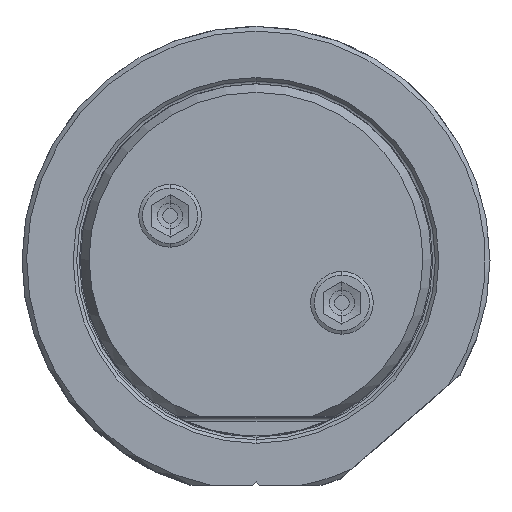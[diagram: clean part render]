
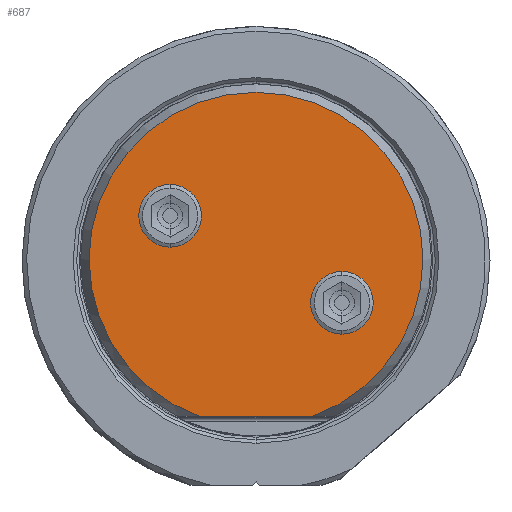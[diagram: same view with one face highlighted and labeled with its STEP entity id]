
A CAD part, top view. The second image highlights one B-rep face of the part: STEP entity #687.
In plain terms, the highlighted planar face has unit normal (0, 0, 1).
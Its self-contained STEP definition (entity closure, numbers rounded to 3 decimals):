
#221=PLANE('',#6209);
#687=ADVANCED_FACE('',(#1009,#1010,#1011),#221,.T.);
#1009=FACE_BOUND('',#1157,.T.);
#1010=FACE_BOUND('',#1158,.T.);
#1011=FACE_BOUND('',#1159,.T.);
#1157=EDGE_LOOP('',(#3158,#3159,#3160));
#1158=EDGE_LOOP('',(#3161,#3162));
#1159=EDGE_LOOP('',(#3163,#3164));
#1479=CIRCLE('',#6199,18.122);
#1480=CIRCLE('',#6200,18.122);
#1481=CIRCLE('',#6205,3.4);
#1482=CIRCLE('',#6206,3.4);
#1483=CIRCLE('',#6207,3.4);
#1484=CIRCLE('',#6208,3.4);
#1863=LINE('',#13203,#2186);
#2186=VECTOR('',#7329,1.);
#3158=ORIENTED_EDGE('',*,*,#5135,.T.);
#3159=ORIENTED_EDGE('',*,*,#5138,.T.);
#3160=ORIENTED_EDGE('',*,*,#5136,.T.);
#3161=ORIENTED_EDGE('',*,*,#5141,.T.);
#3162=ORIENTED_EDGE('',*,*,#5142,.T.);
#3163=ORIENTED_EDGE('',*,*,#5143,.T.);
#3164=ORIENTED_EDGE('',*,*,#5144,.T.);
#4431=VERTEX_POINT('',#13193);
#4432=VERTEX_POINT('',#13195);
#4433=VERTEX_POINT('',#13197);
#4434=VERTEX_POINT('',#13210);
#4435=VERTEX_POINT('',#13211);
#4436=VERTEX_POINT('',#13214);
#4437=VERTEX_POINT('',#13215);
#5135=EDGE_CURVE('',#4432,#4431,#1479,.T.);
#5136=EDGE_CURVE('',#4433,#4432,#1480,.T.);
#5138=EDGE_CURVE('',#4431,#4433,#1863,.T.);
#5141=EDGE_CURVE('',#4434,#4435,#1481,.T.);
#5142=EDGE_CURVE('',#4435,#4434,#1482,.T.);
#5143=EDGE_CURVE('',#4436,#4437,#1483,.T.);
#5144=EDGE_CURVE('',#4437,#4436,#1484,.T.);
#6199=AXIS2_PLACEMENT_3D('',#13194,#7323,#7324);
#6200=AXIS2_PLACEMENT_3D('',#13196,#7325,#7326);
#6205=AXIS2_PLACEMENT_3D('',#13209,#7338,#7339);
#6206=AXIS2_PLACEMENT_3D('',#13212,#7340,#7341);
#6207=AXIS2_PLACEMENT_3D('',#13213,#7342,#7343);
#6208=AXIS2_PLACEMENT_3D('',#13216,#7344,#7345);
#6209=AXIS2_PLACEMENT_3D('',#13217,#7346,#7347);
#7323=DIRECTION('',(0.,0.,1.));
#7324=DIRECTION('',(0.,1.,0.));
#7325=DIRECTION('',(0.,0.,1.));
#7326=DIRECTION('',(0.339,-0.941,0.));
#7329=DIRECTION('',(1.,0.,0.));
#7338=DIRECTION('',(0.,0.,-1.));
#7339=DIRECTION('',(1.,0.,0.));
#7340=DIRECTION('',(0.,0.,-1.));
#7341=DIRECTION('',(-1.,0.,0.));
#7342=DIRECTION('',(0.,0.,-1.));
#7343=DIRECTION('',(1.,0.,0.));
#7344=DIRECTION('',(0.,0.,-1.));
#7345=DIRECTION('',(-1.,0.,0.));
#7346=DIRECTION('',(0.,0.,1.));
#7347=DIRECTION('',(1.,0.,0.));
#13193=CARTESIAN_POINT('',(-6.141,-17.05,69.85));
#13194=CARTESIAN_POINT('',(0.,0.,69.85));
#13195=CARTESIAN_POINT('',(0.,18.122,69.85));
#13196=CARTESIAN_POINT('',(0.,0.,69.85));
#13197=CARTESIAN_POINT('',(6.141,-17.05,69.85));
#13203=CARTESIAN_POINT('',(-6.141,-17.05,69.85));
#13209=CARTESIAN_POINT('',(9.326,-4.721,69.85));
#13210=CARTESIAN_POINT('',(12.726,-4.721,69.85));
#13211=CARTESIAN_POINT('',(5.926,-4.721,69.85));
#13212=CARTESIAN_POINT('',(9.326,-4.721,69.85));
#13213=CARTESIAN_POINT('',(-9.326,4.721,69.85));
#13214=CARTESIAN_POINT('',(-5.926,4.721,69.85));
#13215=CARTESIAN_POINT('',(-12.726,4.721,69.85));
#13216=CARTESIAN_POINT('',(-9.326,4.721,69.85));
#13217=CARTESIAN_POINT('',(0.,0.537,69.85));
